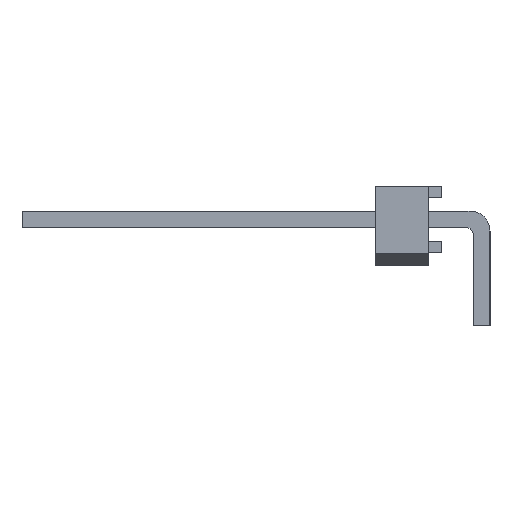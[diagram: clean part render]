
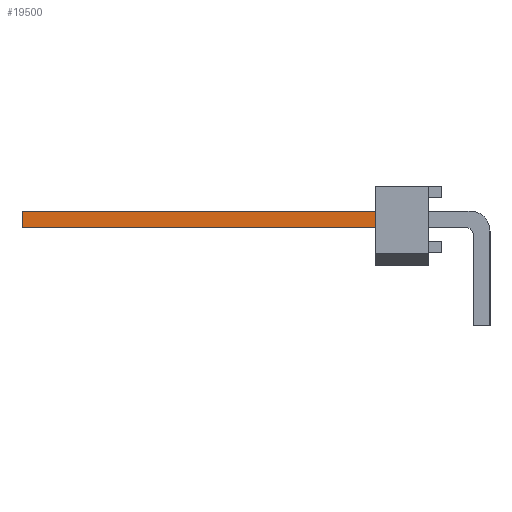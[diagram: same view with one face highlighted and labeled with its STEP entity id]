
A CAD part, left-side view. The second image highlights one B-rep face of the part: STEP entity #19500.
In plain terms, the highlighted face is planar.
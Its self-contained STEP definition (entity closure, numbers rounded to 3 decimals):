
#18669 = VERTEX_POINT('',#18670);
#18670 = CARTESIAN_POINT('',(15.558,17.526,-0.318));
#18676 = EDGE_CURVE('',#18677,#18669,#18679,.T.);
#18677 = VERTEX_POINT('',#18678);
#18678 = CARTESIAN_POINT('',(15.558,2.921,-0.318));
#18679 = LINE('',#18680,#18681);
#18680 = CARTESIAN_POINT('',(15.558,0.445,-0.318));
#18681 = VECTOR('',#18682,1.);
#18682 = DIRECTION('',(0.,1.,0.));
#19189 = VERTEX_POINT('',#19190);
#19190 = CARTESIAN_POINT('',(15.558,2.921,0.318));
#19196 = EDGE_CURVE('',#19197,#19189,#19199,.T.);
#19197 = VERTEX_POINT('',#19198);
#19198 = CARTESIAN_POINT('',(15.558,17.526,0.318));
#19199 = LINE('',#19200,#19201);
#19200 = CARTESIAN_POINT('',(15.558,17.526,0.318));
#19201 = VECTOR('',#19202,1.);
#19202 = DIRECTION('',(0.,-1.,0.));
#19489 = EDGE_CURVE('',#18669,#19197,#19490,.T.);
#19490 = LINE('',#19491,#19492);
#19491 = CARTESIAN_POINT('',(15.558,17.526,-0.318));
#19492 = VECTOR('',#19493,1.);
#19493 = DIRECTION('',(0.,0.,1.));
#19500 = ADVANCED_FACE('',(#19501),#19512,.T.);
#19501 = FACE_BOUND('',#19502,.T.);
#19502 = EDGE_LOOP('',(#19503,#19504,#19510,#19511));
#19503 = ORIENTED_EDGE('',*,*,#19196,.T.);
#19504 = ORIENTED_EDGE('',*,*,#19505,.T.);
#19505 = EDGE_CURVE('',#19189,#18677,#19506,.T.);
#19506 = LINE('',#19507,#19508);
#19507 = CARTESIAN_POINT('',(15.558,2.921,0.445));
#19508 = VECTOR('',#19509,1.);
#19509 = DIRECTION('',(0.,0.,-1.));
#19510 = ORIENTED_EDGE('',*,*,#18676,.T.);
#19511 = ORIENTED_EDGE('',*,*,#19489,.T.);
#19512 = PLANE('',#19513);
#19513 = AXIS2_PLACEMENT_3D('',#19514,#19515,#19516);
#19514 = CARTESIAN_POINT('',(15.558,0.445,0.445));
#19515 = DIRECTION('',(1.,0.,0.));
#19516 = DIRECTION('',(0.,0.,-1.));
